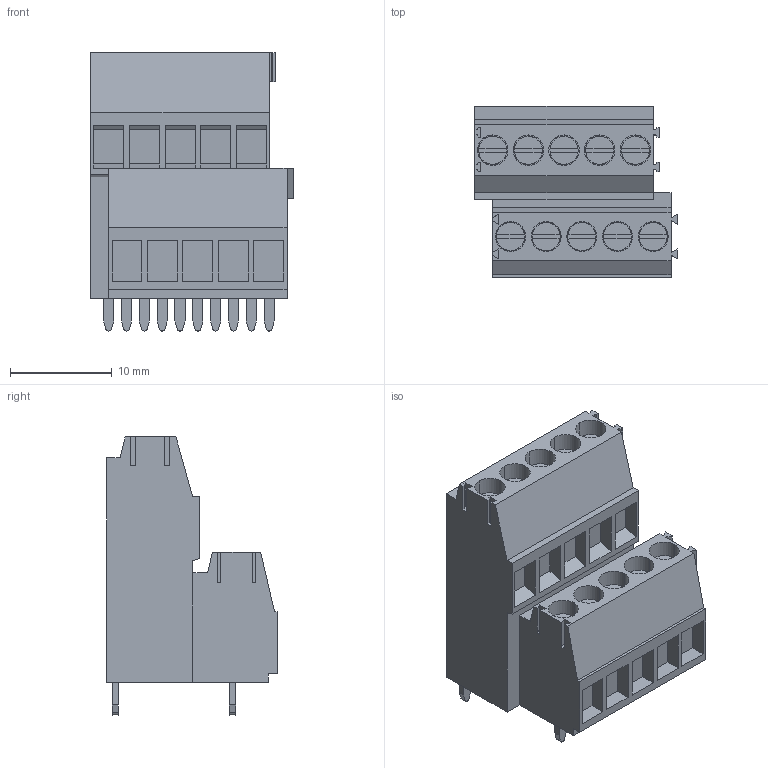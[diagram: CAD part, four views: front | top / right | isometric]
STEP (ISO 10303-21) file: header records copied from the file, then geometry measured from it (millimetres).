
FILE_DESCRIPTION(('CATIA V5 STEP Exchange','CAx-IF Rec.Pracs.--- Model Styling and Organization---1.4--- 2014-01-23'),'2;1');
FILE_NAME ('D1454720_1_1703730000_1703730000.stp','2023-03-16T07:40:14+00:00',('none'),('Weidmueller'),'CATIA Version 5-6 Release 2016 SP3 HF44','CATIA V5 STEP AP214','none');
FILE_SCHEMA(('AUTOMOTIVE_DESIGN { 1 0 10303 214 1 1 1 1 }'));
Length unit declared in the file: millimetre
Products named in the file (1): 1703730000
Bounding box: 19.85 x 16.75 x 27.3 mm (x, y, z)
Volume: 4801.7 mm3; surface area: 3135.9 mm2
Topology: 21 solids, 21 shells, 336 faces, 810 edges, 541 vertices
Faces by surface type: plane 276, cylinder 60
Entity records: 9070 total; most frequent: CARTESIAN_POINT 1623, ORIENTED_EDGE 1620, DIRECTION 1256, EDGE_CURVE 810, VECTOR 646, LINE 646, VERTEX_POINT 541, AXIS2_PLACEMENT_3D 385
